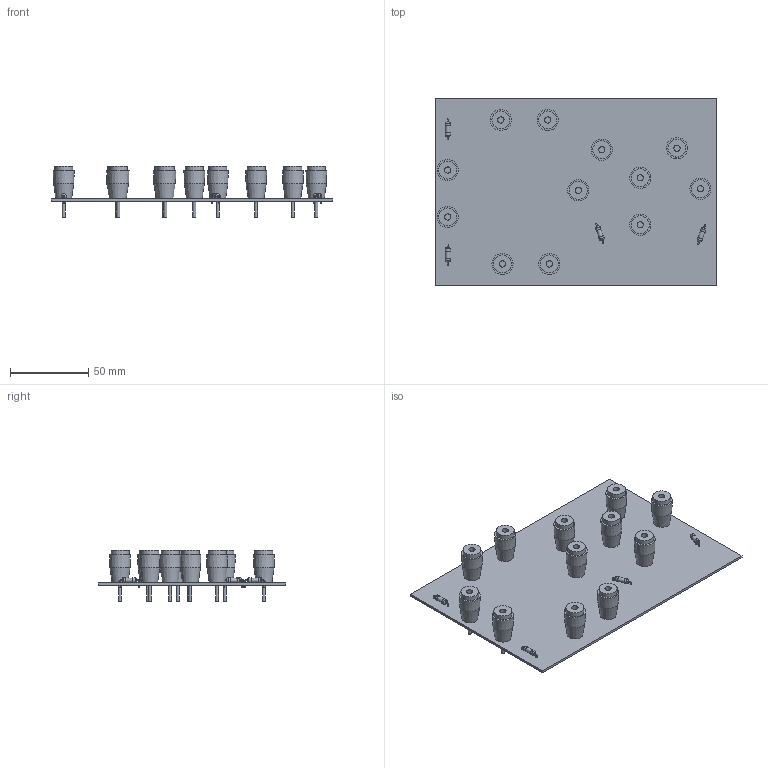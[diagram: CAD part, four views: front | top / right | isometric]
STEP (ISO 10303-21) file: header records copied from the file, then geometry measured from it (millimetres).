
FILE_DESCRIPTION(('KiCad electronic assembly'),'2;1');
FILE_NAME('KVL+KCL.step','2026-01-20T12:11:36',('Pcbnew'),('Kicad'), 'Open CASCADE STEP processor 7.9','KiCad to STEP converter','Unknown' );
FILE_SCHEMA(('AUTOMOTIVE_DESIGN { 1 0 10303 214 1 1 1 1 }'));
Length unit declared in the file: millimetre
Products named in the file (6): KVL+KCL 1; redandblackBananaConnector; CT3149-2-Banana-Connector; CT3149-0-Banana-Connector; R_Axial_DIN0309_L9.0mm_D3.2mm_P12.70mm_Horizontal; KVL+KCL_PCB
Assembly tree (13 placements, depth 3):
  KVL+KCL 1
    redandblackBananaConnector  x6
      CT3149-2-Banana-Connector
      CT3149-0-Banana-Connector
    R_Axial_DIN0309_L9.0mm_D3.2mm_P12.70mm_Horizontal  x4
    KVL+KCL_PCB
Bounding box: 180 x 120 x 33.12 mm (x, y, z)
Volume: 59590.6 mm3; surface area: 60877.3 mm2
Topology: 17 solids, 17 shells, 250 faces, 420 edges, 268 vertices
Faces by surface type: plane 102, cylinder 96, cone 24, torus 16, bspline 12
Full cylindrical faces by diameter (mm): 0.7 x16, 0.8 x8, 1.9 x12, 2.1 x12, 2.88 x4, 3.2 x8, 4 x24, 11.5 x12
Entity records: 2424 total; most frequent: DIRECTION 389, CARTESIAN_POINT 364, ORIENTED_EDGE 278, AXIS2_PLACEMENT_3D 169, EDGE_CURVE 139, FACE_BOUND 121, EDGE_LOOP 121, VERTEX_POINT 90
